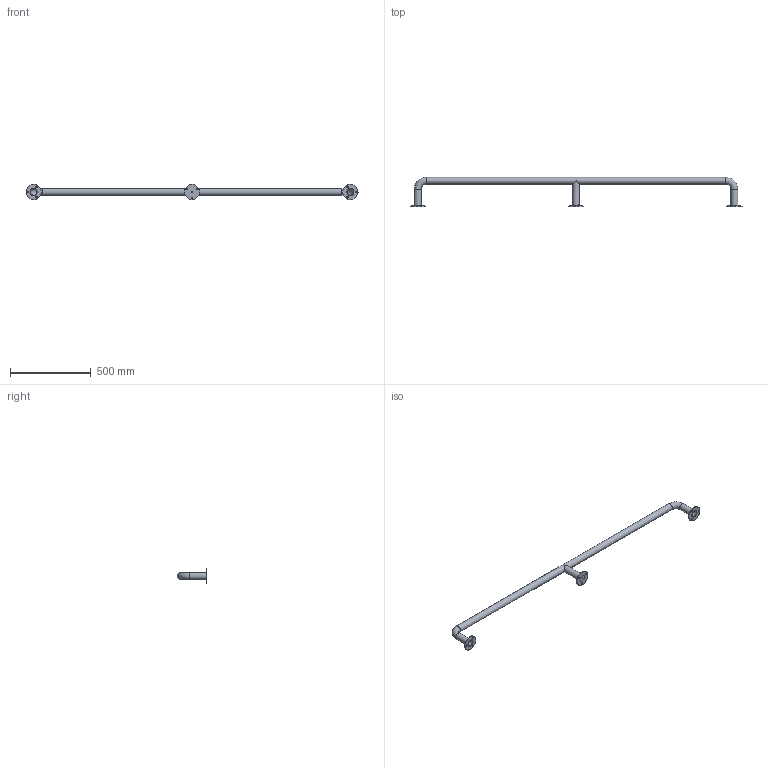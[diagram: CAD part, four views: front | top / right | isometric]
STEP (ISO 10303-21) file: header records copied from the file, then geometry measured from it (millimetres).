
FILE_DESCRIPTION(('STEP AP214'), '1');
FILE_NAME('2-42', '', ('UNSPECIFIED'), ('UNSPECIFIED'), 'ASCON STEP Converter 1.3', 'ASCON Math Kernel', '');
FILE_SCHEMA(('AUTOMOTIVE_DESIGN { 1 0 10303 214 3 1 1}'));
Length unit declared in the file: millimetre
Assembly tree (8 placements, depth 3):
  (unnamed)
    (unnamed)
    (unnamed)  x2
    (unnamed)
      (unnamed)
      (unnamed)
      (unnamed)
      (unnamed)
Bounding box: 2052.5 x 181.25 x 95 mm (x, y, z)
Volume: 402513.2 mm3; surface area: 666630.3 mm2
Topology: 7 solids, 7 shells, 50 faces, 96 edges, 60 vertices
Faces by surface type: cylinder 27, plane 13, torus 7, cone 3
Full cylindrical faces by diameter (mm): 6 x3, 10 x9, 39 x1, 39.5 x1, 40.5 x3, 42.5 x4, 43.5 x2, 95 x3
Entity records: 2221 total; most frequent: CARTESIAN_POINT 447, DIRECTION 232, AXIS2_PLACEMENT_3D 116, ORIENTED_EDGE 98, EDGE_LOOP 94, FACE_OUTER_BOUND 59, COLOUR_RGB 58, PRESENTATION_STYLE_ASSIGNMENT 58
